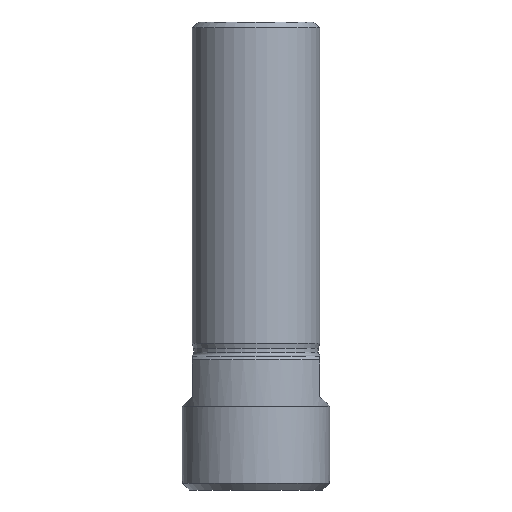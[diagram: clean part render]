
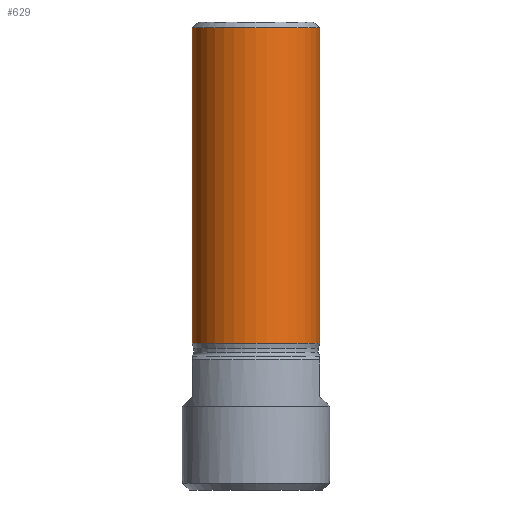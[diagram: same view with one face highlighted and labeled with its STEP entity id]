
A CAD part, front view. The second image highlights one B-rep face of the part: STEP entity #629.
In plain terms, the highlighted cylindrical face has radius 9.525 mm (diameter 19.05 mm), a full revolution.
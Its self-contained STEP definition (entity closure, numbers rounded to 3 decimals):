
#125=ORIENTED_EDGE('',*,*,#217,.T.);
#126=ORIENTED_EDGE('',*,*,#216,.T.);
#216=EDGE_CURVE('',#261,#261,#288,.T.);
#217=EDGE_CURVE('',#262,#262,#289,.T.);
#261=VERTEX_POINT('',#937);
#262=VERTEX_POINT('',#940);
#288=CIRCLE('',#685,9.525);
#289=CIRCLE('',#687,9.525);
#318=EDGE_LOOP('',(#125));
#319=EDGE_LOOP('',(#126));
#366=FACE_BOUND('',#318,.T.);
#367=FACE_BOUND('',#319,.T.);
#399=CYLINDRICAL_SURFACE('',#686,9.525);
#629=ADVANCED_FACE('',(#366,#367),#399,.T.);
#685=AXIS2_PLACEMENT_3D('',#936,#794,#795);
#686=AXIS2_PLACEMENT_3D('',#938,#796,#797);
#687=AXIS2_PLACEMENT_3D('',#939,#798,#799);
#794=DIRECTION('',(0.,0.,1.));
#795=DIRECTION('',(1.,0.,0.));
#796=DIRECTION('',(0.,0.,1.));
#797=DIRECTION('',(1.,0.,0.));
#798=DIRECTION('',(0.,0.,-1.));
#799=DIRECTION('',(-1.,0.,0.));
#936=CARTESIAN_POINT('',(0.,0.,32.44));
#937=CARTESIAN_POINT('',(9.525,0.,32.44));
#938=CARTESIAN_POINT('',(0.,0.,71.5));
#939=CARTESIAN_POINT('',(0.,0.,79.65));
#940=CARTESIAN_POINT('',(-9.525,0.,79.65));
